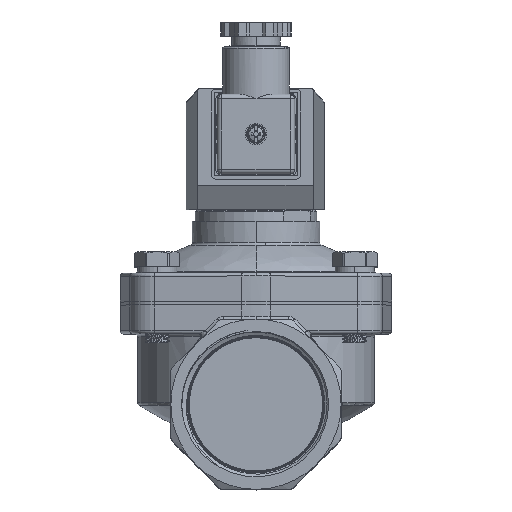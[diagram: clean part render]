
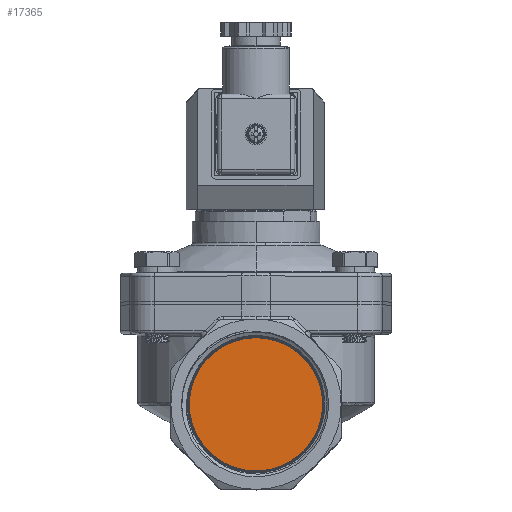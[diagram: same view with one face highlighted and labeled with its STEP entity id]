
A CAD part, top view. The second image highlights one B-rep face of the part: STEP entity #17365.
In plain terms, the highlighted planar face has unit normal (0, 0, 1).
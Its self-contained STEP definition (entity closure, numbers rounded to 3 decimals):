
#1306 = CARTESIAN_POINT ( 'NONE',  ( -18.247, 15.94, 37. ) ) ;
#1960 = CARTESIAN_POINT ( 'NONE',  ( 0., 28., 37. ) ) ;
#4214 = DIRECTION ( 'NONE',  ( -0.856, -0.518, 0. ) ) ;
#10689 = LINE ( 'NONE', #47990, #39885 ) ;
#12393 = CARTESIAN_POINT ( 'NONE',  ( -17.752, 15.223, 37. ) ) ;
#13046 = DIRECTION ( 'NONE',  ( 1., 0., 0. ) ) ;
#14532 = CIRCLE ( 'NONE', #30740, 21.927 ) ;
#16589 = ORIENTED_EDGE ( 'NONE', *, *, #36993, .T. ) ;
#17365 = ADVANCED_FACE ( 'NONE', ( #32260 ), #123118, .T. ) ;
#17591 = CARTESIAN_POINT ( 'NONE',  ( -18.698, 16.685, 37. ) ) ;
#28500 = ORIENTED_EDGE ( 'NONE', *, *, #128000, .T. ) ;
#30264 = AXIS2_PLACEMENT_3D ( 'NONE', #47087, #124062, #58089 ) ;
#30740 = AXIS2_PLACEMENT_3D ( 'NONE', #97078, #31123, #108154 ) ;
#31123 = DIRECTION ( 'NONE',  ( 0., 0., 1. ) ) ;
#32260 = FACE_OUTER_BOUND ( 'NONE', #106657, .T. ) ;
#33670 = DIRECTION ( 'NONE',  ( 0., 0., 1. ) ) ;
#36993 = EDGE_CURVE ( 'NONE', #80007, #135010, #125310, .T. ) ;
#37246 = ORIENTED_EDGE ( 'NONE', *, *, #128349, .F. ) ;
#39885 = VECTOR ( 'NONE', #4214, 1000. ) ;
#44288 = EDGE_CURVE ( 'NONE', #45941, #102226, #54225, .T. ) ;
#44799 = VERTEX_POINT ( 'NONE', #17591 ) ;
#45941 = VERTEX_POINT ( 'NONE', #135558 ) ;
#46978 = CIRCLE ( 'NONE', #88523, 21.927 ) ;
#47087 = CARTESIAN_POINT ( 'NONE',  ( 0., 28., 37. ) ) ;
#47990 = CARTESIAN_POINT ( 'NONE',  ( 0., 28., 37. ) ) ;
#51829 = CARTESIAN_POINT ( 'NONE',  ( -17.216, 14.537, 37. ) ) ;
#54225 = B_SPLINE_CURVE_WITH_KNOTS ( 'NONE', 3,
 ( #51829, #129291, #63393, #140394 ),
 .UNSPECIFIED., .F., .F.,
 ( 4, 4 ),
 ( 0., 0.003 ),
 .UNSPECIFIED. ) ;
#55917 = CARTESIAN_POINT ( 'NONE',  ( 21.927, 28., 37. ) ) ;
#58089 = DIRECTION ( 'NONE',  ( 1., 0., 0. ) ) ;
#63393 = CARTESIAN_POINT ( 'NONE',  ( -18.287, 15.913, 37. ) ) ;
#64123 = AXIS2_PLACEMENT_3D ( 'NONE', #99608, #33670, #110684 ) ;
#65494 = B_SPLINE_CURVE_WITH_KNOTS ( 'NONE', 3,
 ( #133099, #1306, #12393, #89421 ),
 .UNSPECIFIED., .F., .F.,
 ( 4, 4 ),
 ( 0., 0.003 ),
 .UNSPECIFIED. ) ;
#78972 = DIRECTION ( 'NONE',  ( 0., 0., 1. ) ) ;
#80007 = VERTEX_POINT ( 'NONE', #55917 ) ;
#85417 = EDGE_CURVE ( 'NONE', #44799, #45941, #65494, .T. ) ;
#86125 = EDGE_CURVE ( 'NONE', #135010, #102226, #14532, .T. ) ;
#88523 = AXIS2_PLACEMENT_3D ( 'NONE', #1960, #78972, #13046 ) ;
#89421 = CARTESIAN_POINT ( 'NONE',  ( -17.216, 14.537, 37. ) ) ;
#93407 = ORIENTED_EDGE ( 'NONE', *, *, #86125, .T. ) ;
#96453 = CARTESIAN_POINT ( 'NONE',  ( -18.759, 16.648, 37. ) ) ;
#97078 = CARTESIAN_POINT ( 'NONE',  ( 0., 28., 37. ) ) ;
#99608 = CARTESIAN_POINT ( 'NONE',  ( 0., 28., 37. ) ) ;
#102226 = VERTEX_POINT ( 'NONE', #96453 ) ;
#106580 = CARTESIAN_POINT ( 'NONE',  ( -21.927, 28., 37. ) ) ;
#106657 = EDGE_LOOP ( 'NONE', ( #37246, #117862, #133307, #28500, #16589, #93407 ) ) ;
#108154 = DIRECTION ( 'NONE',  ( 1., 0., 0. ) ) ;
#110684 = DIRECTION ( 'NONE',  ( 1., 0., 0. ) ) ;
#117862 = ORIENTED_EDGE ( 'NONE', *, *, #85417, .T. ) ;
#123118 = PLANE ( 'NONE',  #30264 ) ;
#124062 = DIRECTION ( 'NONE',  ( 0., 0., 1. ) ) ;
#125310 = CIRCLE ( 'NONE', #64123, 21.927 ) ;
#128000 = EDGE_CURVE ( 'NONE', #102226, #80007, #46978, .T. ) ;
#128349 = EDGE_CURVE ( 'NONE', #44799, #102226, #10689, .T. ) ;
#129291 = CARTESIAN_POINT ( 'NONE',  ( -17.772, 15.21, 37. ) ) ;
#133099 = CARTESIAN_POINT ( 'NONE',  ( -18.698, 16.685, 37. ) ) ;
#133307 = ORIENTED_EDGE ( 'NONE', *, *, #44288, .T. ) ;
#135010 = VERTEX_POINT ( 'NONE', #106580 ) ;
#135558 = CARTESIAN_POINT ( 'NONE',  ( -17.216, 14.537, 37. ) ) ;
#140394 = CARTESIAN_POINT ( 'NONE',  ( -18.759, 16.648, 37. ) ) ;
